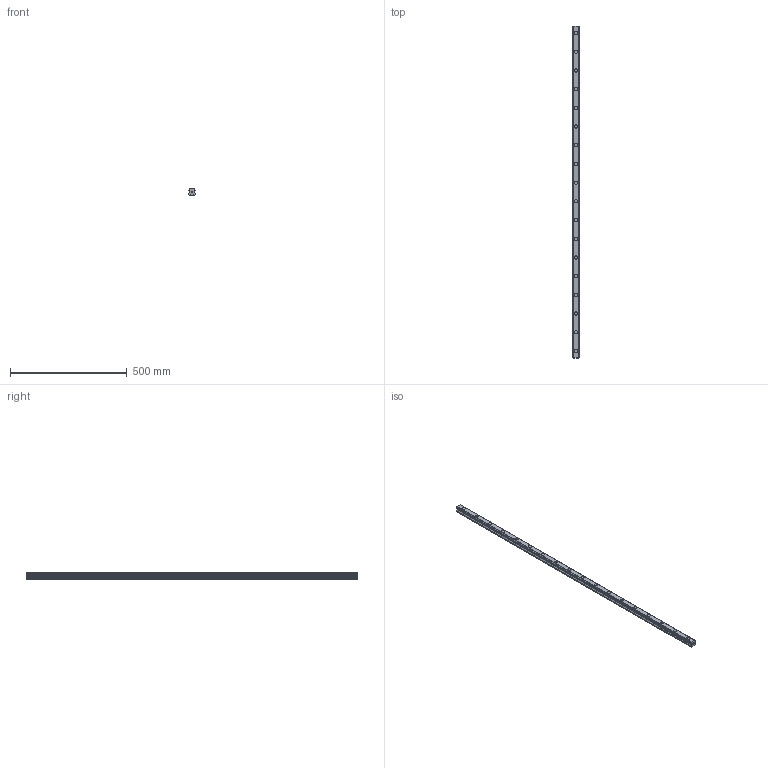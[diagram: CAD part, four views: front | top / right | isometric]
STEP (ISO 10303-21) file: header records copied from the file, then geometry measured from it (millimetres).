
FILE_DESCRIPTION(('STEP AP214'),'1');
FILE_NAME('cctmp_1268691C-AD97-4DD0-9964-BD657582BF7E_2020_6_24_13_25_0_976..stp','2020-06-24T11:25:01',('HIWIN GmbH'),('CADClick - www.CADClick.com'),'Spatial InterOp 3D',' ','unknown authorization');
FILE_SCHEMA(('AUTOMOTIVE_DESIGN'));
Length unit declared in the file: millimetre
Products named in the file (1): HGR30R1420H_FILE
Bounding box: 28 x 1420 x 26 mm (x, y, z)
Volume: 825548.8 mm3; surface area: 176852.7 mm2
Topology: 1 solids, 1 shells, 277 faces, 651 edges, 434 vertices
Faces by surface type: plane 147, cylinder 130
Entity records: 10265 total; most frequent: DIRECTION 1467, CARTESIAN_POINT 1363, ORIENTED_EDGE 1302, EDGE_CURVE 651, AXIS2_PLACEMENT_3D 538, VERTEX_POINT 434, LINE 391, VECTOR 391
